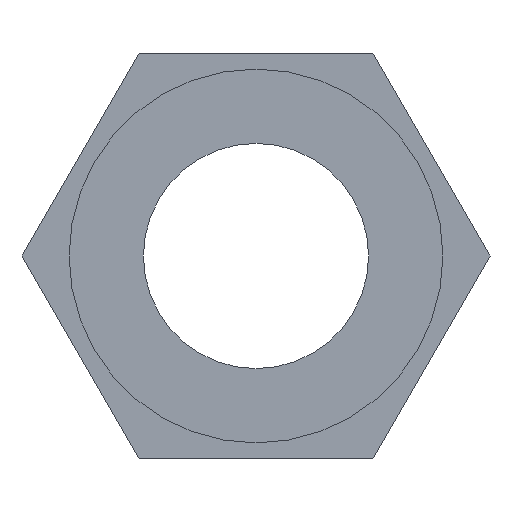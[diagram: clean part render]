
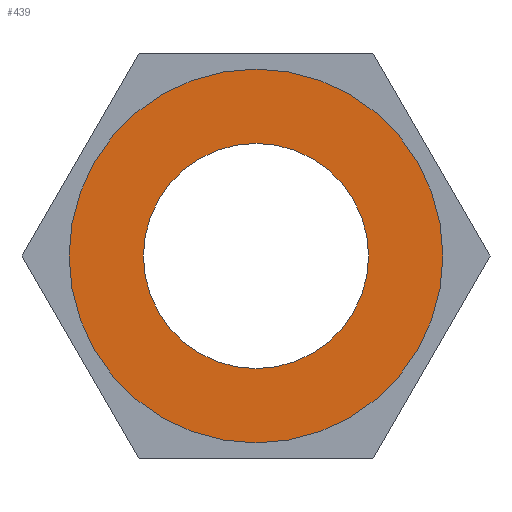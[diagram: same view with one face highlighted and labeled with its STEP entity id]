
A CAD part, left-side view. The second image highlights one B-rep face of the part: STEP entity #439.
In plain terms, the highlighted planar face has unit normal (-1, 0, 0).
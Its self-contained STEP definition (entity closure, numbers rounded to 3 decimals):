
#62=PLANE($,#503);
#100=FACE_BOUND($,#170,.T.);
#122=FACE_OUTER_BOUND($,#169,.T.);
#169=EDGE_LOOP($,(#347));
#170=EDGE_LOOP($,(#348));
#222=CIRCLE($,#497,8.3);
#224=CIRCLE($,#500,5.);
#249=VERTEX_POINT($,#730);
#251=VERTEX_POINT($,#735);
#288=EDGE_CURVE($,#249,#249,#222,.T.);
#290=EDGE_CURVE($,#251,#251,#224,.T.);
#347=ORIENTED_EDGE($,*,*,#288,.F.);
#348=ORIENTED_EDGE($,*,*,#290,.T.);
#439=ADVANCED_FACE($,(#122,#100),#62,.T.);
#497=AXIS2_PLACEMENT_3D($,#731,#594,#595);
#500=AXIS2_PLACEMENT_3D($,#736,#600,#601);
#503=AXIS2_PLACEMENT_3D($,#740,#606,#607);
#594=DIRECTION('center_axis',(1.,0.,0.));
#595=DIRECTION('ref_axis',(0.,1.,0.));
#600=DIRECTION('center_axis',(1.,0.,0.));
#601=DIRECTION('ref_axis',(0.,1.,0.));
#606=DIRECTION('center_axis',(-1.,0.,0.));
#607=DIRECTION('ref_axis',(0.,0.,1.));
#730=CARTESIAN_POINT('',(0.,-8.3,0.));
#731=CARTESIAN_POINT('Origin',(0.,0.,0.));
#735=CARTESIAN_POINT('',(0.,-5.,0.));
#736=CARTESIAN_POINT('Origin',(0.,0.,0.));
#740=CARTESIAN_POINT('Origin',(0.,6.65,0.));
